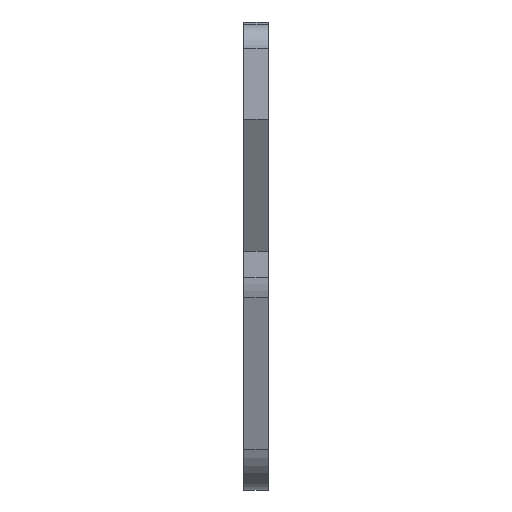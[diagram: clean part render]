
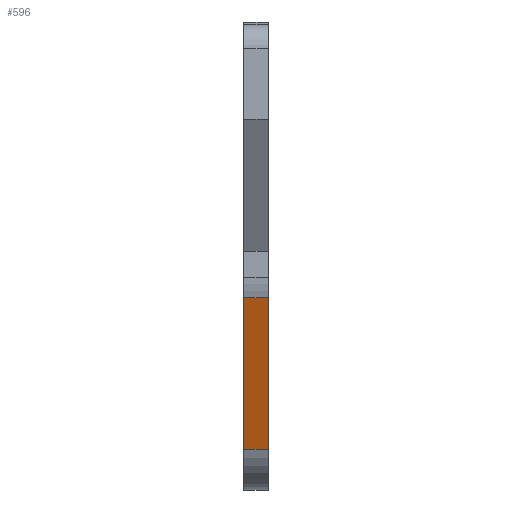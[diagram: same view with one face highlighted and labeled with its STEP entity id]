
A CAD part, left-side view. The second image highlights one B-rep face of the part: STEP entity #596.
In plain terms, the highlighted planar face has unit normal (-0.943, 0, -0.334).
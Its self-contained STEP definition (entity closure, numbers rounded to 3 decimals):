
#493=FACE_OUTER_BOUND('',#806,.T.);
#596=ADVANCED_FACE('',(#493),#643,.T.);
#643=PLANE('',#1994);
#806=EDGE_LOOP('',(#1152,#1153,#1154,#1155));
#1152=ORIENTED_EDGE('',*,*,#1448,.F.);
#1153=ORIENTED_EDGE('',*,*,#1542,.F.);
#1154=ORIENTED_EDGE('',*,*,#1489,.F.);
#1155=ORIENTED_EDGE('',*,*,#1543,.T.);
#1318=VERTEX_POINT('',#2523);
#1319=VERTEX_POINT('',#2525);
#1359=VERTEX_POINT('',#2618);
#1360=VERTEX_POINT('',#2620);
#1448=EDGE_CURVE('',#1318,#1319,#1601,.T.);
#1489=EDGE_CURVE('',#1359,#1360,#1619,.T.);
#1542=EDGE_CURVE('',#1360,#1318,#1660,.T.);
#1543=EDGE_CURVE('',#1359,#1319,#1661,.T.);
#1601=LINE('',#2524,#1714);
#1619=LINE('',#2619,#1732);
#1660=LINE('',#2724,#1773);
#1661=LINE('',#2726,#1774);
#1714=VECTOR('',#2109,1.);
#1732=VECTOR('',#2199,1.);
#1773=VECTOR('',#2316,1.);
#1774=VECTOR('',#2319,1.);
#1994=AXIS2_PLACEMENT_3D('',#2727,#2320,#2321);
#2109=DIRECTION('',(0.334,0.,-0.943));
#2199=DIRECTION('',(-0.334,0.,0.943));
#2316=DIRECTION('',(0.,-1.,0.));
#2319=DIRECTION('',(0.,-1.,0.));
#2320=DIRECTION('',(-0.943,0.,-0.334));
#2321=DIRECTION('',(-0.334,0.,0.943));
#2523=CARTESIAN_POINT('',(-47.713,-2.,-19.61));
#2524=CARTESIAN_POINT('',(-47.713,-2.,-19.61));
#2525=CARTESIAN_POINT('',(-43.301,-2.,-32.069));
#2618=CARTESIAN_POINT('',(-43.301,0.,-32.069));
#2619=CARTESIAN_POINT('',(-43.301,0.,-32.069));
#2620=CARTESIAN_POINT('',(-47.713,0.,-19.61));
#2724=CARTESIAN_POINT('',(-47.713,0.,-19.61));
#2726=CARTESIAN_POINT('',(-43.301,0.,-32.069));
#2727=CARTESIAN_POINT('',(-43.301,-2.,-32.069));
